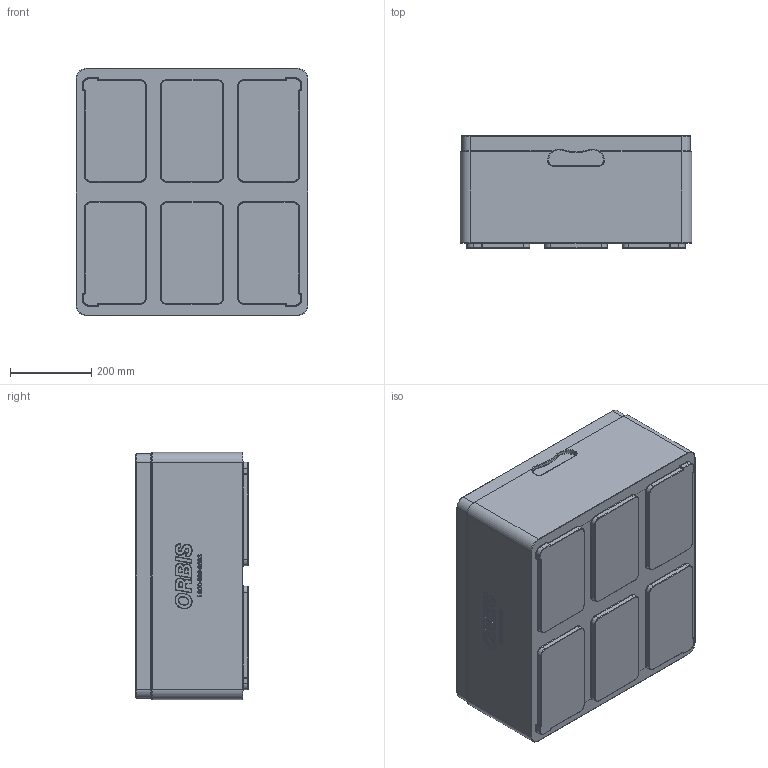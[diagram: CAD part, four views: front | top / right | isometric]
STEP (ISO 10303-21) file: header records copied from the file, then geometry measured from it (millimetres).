
FILE_DESCRIPTION((''),'2;1');
FILE_NAME('102048R_WSM','2025-06-20T11:59:49',('SYSTEM'),(''),'CREO PARAMETRIC BY PTC INC, 2023294','CREO PARAMETRIC BY PTC INC, 2023294','');
FILE_SCHEMA(('CONFIG_CONTROL_DESIGN'));
Products named in the file (1): 102048R_WSM
Bounding box: 570.28 x 276.23 x 608.33 mm (x, y, z)
Volume: 17775476.5 mm3; surface area: 1897127.9 mm2
Topology: 1 solids, 1 shells, 2111 faces, 5640 edges, 3590 vertices
Faces by surface type: plane 1405, cylinder 250, bspline 218, extrusion 150, torus 72, sphere 16
Entity records: 75064 total; most frequent: CARTESIAN_POINT 24972, ORIENTED_EDGE 11244, DIRECTION 8790, EDGE_CURVE 5622, VECTOR 4494, LINE 4344, VERTEX_POINT 3590, EDGE_LOOP 2188
